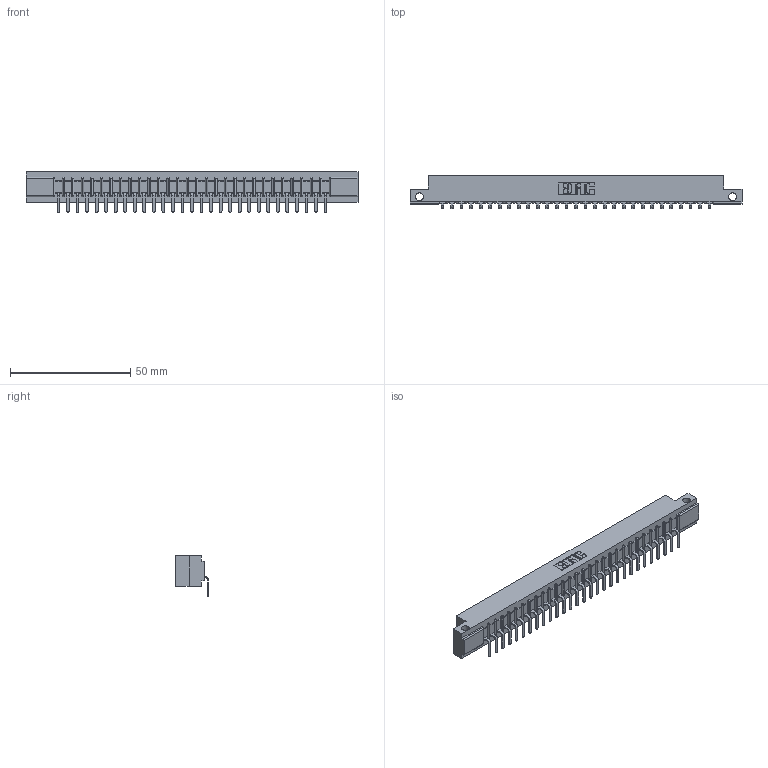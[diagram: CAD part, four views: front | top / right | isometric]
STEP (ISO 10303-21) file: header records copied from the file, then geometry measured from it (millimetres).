
FILE_DESCRIPTION (( 'STEP AP203' ), '1' );
FILE_NAME ('357-029-559-112.STEP', '2022-07-12T21:25:03', ( '' ), ( '' ), 'SwSTEP 2.0', 'SolidWorks 2020', '' );
FILE_SCHEMA (( 'CONFIG_CONTROL_DESIGN' ));
Length unit declared in the file: inch
Products named in the file (3): 357-029-559-112; 307 Part_.128 Dia Side Mounting Holes; 307-290-001_558 559 - 1 (Single)
Assembly tree (30 placements, depth 2):
  357-029-559-112
    307 Part_.128 Dia Side Mounting Holes
    307-290-001_558 559 - 1 (Single)  x29
Bounding box: 137.92 x 13.7 x 16.8 mm (x, y, z)
Volume: 14117.6 mm3; surface area: 14837.4 mm2
Topology: 30 solids, 30 shells, 1888 faces, 5369 edges, 3458 vertices
Faces by surface type: plane 1201, cylinder 627, sphere 60
Entity records: 26570 total; most frequent: CARTESIAN_POINT 4472, ORIENTED_EDGE 4458, DIRECTION 4357, EDGE_CURVE 2229, VECTOR 1703, LINE 1703, VERTEX_POINT 1442, AXIS2_PLACEMENT_3D 1327
